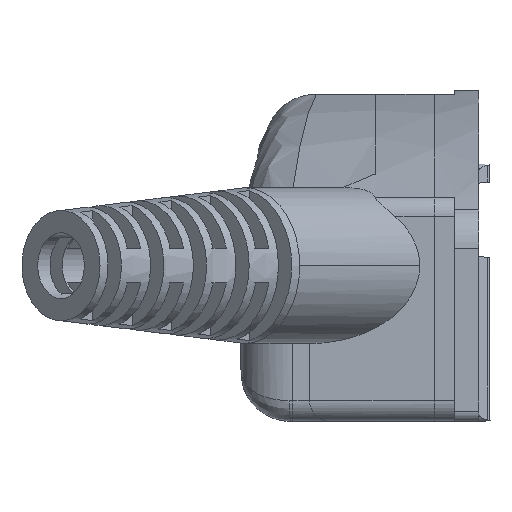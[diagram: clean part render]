
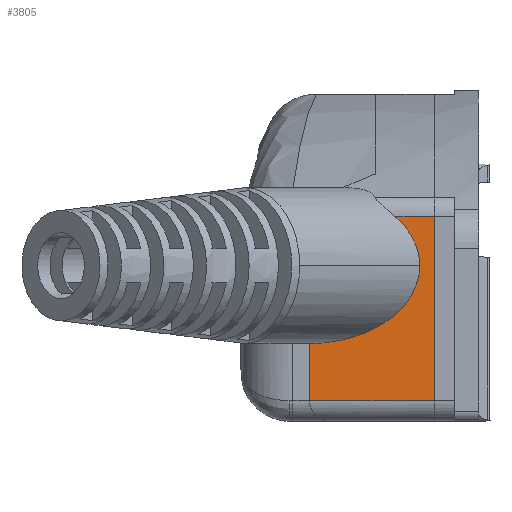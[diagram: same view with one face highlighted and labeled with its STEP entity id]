
A CAD part, left-side view. The second image highlights one B-rep face of the part: STEP entity #3805.
In plain terms, the highlighted planar face has unit normal (-1, 0, 0).
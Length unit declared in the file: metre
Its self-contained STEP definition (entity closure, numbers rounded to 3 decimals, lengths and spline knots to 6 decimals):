
#280 = EDGE_CURVE ( 'NONE', #342, #8846, #2911, .T. ) ;
#342 = VERTEX_POINT ( 'NONE', #3066 ) ;
#1706 = EDGE_CURVE ( 'NONE', #342, #1768, #6800, .T. ) ;
#1768 = VERTEX_POINT ( 'NONE', #6913 ) ;
#2911 =( BOUNDED_CURVE ( )  B_SPLINE_CURVE ( 3, ( #2912, #2913, #2914, #2924 ),
 .UNSPECIFIED., .F., .T. ) 
 B_SPLINE_CURVE_WITH_KNOTS ( ( 4, 4 ),
 ( 2.456556, 3.141593 ),
 .UNSPECIFIED. ) 
 CURVE ( )  GEOMETRIC_REPRESENTATION_ITEM ( )  RATIONAL_B_SPLINE_CURVE ( ( 1., 0.961, 0.961, 1. ) ) 
 REPRESENTATION_ITEM ( '' )  );
#2912 = CARTESIAN_POINT ( 'NONE',  ( -0.117146, 0.002284, -0.00258 ) ) ;
#2913 = CARTESIAN_POINT ( 'NONE',  ( -0.117146, 0.001346, -0.003392 ) ) ;
#2914 = CARTESIAN_POINT ( 'NONE',  ( -0.117146, 0.000849, -0.004379 ) ) ;
#2924 = CARTESIAN_POINT ( 'NONE',  ( -0.117146, 0.000849, -0.005427 ) ) ;
#3066 = CARTESIAN_POINT ( 'NONE',  ( -0.117146, 0.002284, -0.00258 ) ) ;
#3805 = ADVANCED_FACE ( 'NONE', ( #8240 ), #8241, .F. ) ;
#4149 = EDGE_LOOP ( 'NONE', ( #4671, #5212, #5750, #6830, #7915, #8789 ) ) ;
#4671 = ORIENTED_EDGE ( 'NONE', *, *, #280, .T. ) ;
#5212 = ORIENTED_EDGE ( 'NONE', *, *, #8597, .T. ) ;
#5750 = ORIENTED_EDGE ( 'NONE', *, *, #6088, .T. ) ;
#6088 = EDGE_CURVE ( 'NONE', #9064, #6337, #9786, .T. ) ;
#6337 = VERTEX_POINT ( 'NONE', #9881 ) ;
#6800 = LINE ( 'NONE', #6801, #6802 ) ;
#6801 = CARTESIAN_POINT ( 'NONE',  ( -0.117146, 0.0034, -0.00258 ) ) ;
#6802 = VECTOR ( 'NONE',  #6803 ,1. ) ;
#6803 = DIRECTION ( 'NONE',  ( 0., -1., 0. ) ) ;
#6830 = ORIENTED_EDGE ( 'NONE', *, *, #7161, .T. ) ;
#6913 = CARTESIAN_POINT ( 'NONE',  ( -0.117146, 0., -0.00258 ) ) ;
#7161 = EDGE_CURVE ( 'NONE', #6337, #7416, #10302, .T. ) ;
#7416 = VERTEX_POINT ( 'NONE', #10449 ) ;
#7915 = ORIENTED_EDGE ( 'NONE', *, *, #8249, .T. ) ;
#8240 = FACE_OUTER_BOUND ( 'NONE', #4149, .T. ) ;
#8241 = PLANE ( 'NONE',  #8242 ) ;
#8242 = AXIS2_PLACEMENT_3D ( 'NONE', #8243, #8244, #8245 ) ;
#8243 = CARTESIAN_POINT ( 'NONE',  ( -0.117146, 0.0034, -0.013227 ) ) ;
#8244 = DIRECTION ( 'NONE',  ( 1., 0., 0. ) ) ;
#8245 = DIRECTION ( 'NONE',  ( 0., 0., -1. ) ) ;
#8249 = EDGE_CURVE ( 'NONE', #7416, #1768, #10911, .T. ) ;
#8597 = EDGE_CURVE ( 'NONE', #8846, #9064, #11050, .T. ) ;
#8789 = ORIENTED_EDGE ( 'NONE', *, *, #1706, .F. ) ;
#8846 = VERTEX_POINT ( 'NONE', #11183 ) ;
#9064 = VERTEX_POINT ( 'NONE', #11750 ) ;
#9786 = LINE ( 'NONE', #9787, #9788 ) ;
#9787 = CARTESIAN_POINT ( 'NONE',  ( -0.117146, 0.007212, -0.013227 ) ) ;
#9788 = VECTOR ( 'NONE',  #9789 ,1. ) ;
#9789 = DIRECTION ( 'NONE',  ( 0., 0., -1. ) ) ;
#9881 = CARTESIAN_POINT ( 'NONE',  ( -0.117146, 0.007212, -0.013227 ) ) ;
#10302 = LINE ( 'NONE', #10303, #10304 ) ;
#10303 = CARTESIAN_POINT ( 'NONE',  ( -0.117146, 0.0034, -0.013227 ) ) ;
#10304 = VECTOR ( 'NONE',  #10305 ,1. ) ;
#10305 = DIRECTION ( 'NONE',  ( 0., -1., 0. ) ) ;
#10449 = CARTESIAN_POINT ( 'NONE',  ( -0.117146, 0., -0.013227 ) ) ;
#10911 = LINE ( 'NONE', #10912, #10913 ) ;
#10912 = CARTESIAN_POINT ( 'NONE',  ( -0.117146, 0., -0.013227 ) ) ;
#10913 = VECTOR ( 'NONE',  #10914 ,1. ) ;
#10914 = DIRECTION ( 'NONE',  ( 0., 0., 1. ) ) ;
#11050 =( BOUNDED_CURVE ( )  B_SPLINE_CURVE ( 3, ( #11051, #11057, #11058, #11059 ),
 .UNSPECIFIED., .F., .F. ) 
 B_SPLINE_CURVE_WITH_KNOTS ( ( 4, 4 ),
 ( 3.141593, 4.712389 ),
 .UNSPECIFIED. ) 
 CURVE ( )  GEOMETRIC_REPRESENTATION_ITEM ( )  RATIONAL_B_SPLINE_CURVE ( ( 1., 0.805, 0.805, 1. ) ) 
 REPRESENTATION_ITEM ( '' )  );
#11051 = CARTESIAN_POINT ( 'NONE',  ( -0.117146, 0.000849, -0.005427 ) ) ;
#11057 = CARTESIAN_POINT ( 'NONE',  ( -0.117146, 0.000849, -0.008063 ) ) ;
#11058 = CARTESIAN_POINT ( 'NONE',  ( -0.117146, 0.003485, -0.009927 ) ) ;
#11059 = CARTESIAN_POINT ( 'NONE',  ( -0.117146, 0.007212, -0.009927 ) ) ;
#11183 = CARTESIAN_POINT ( 'NONE',  ( -0.117146, 0.000849, -0.005427 ) ) ;
#11750 = CARTESIAN_POINT ( 'NONE',  ( -0.117146, 0.007212, -0.009927 ) ) ;
